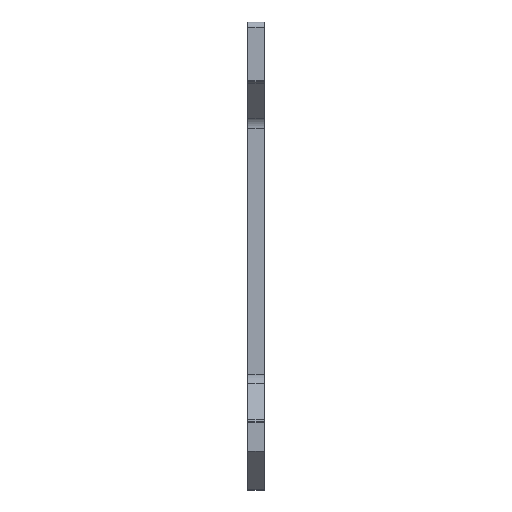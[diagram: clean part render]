
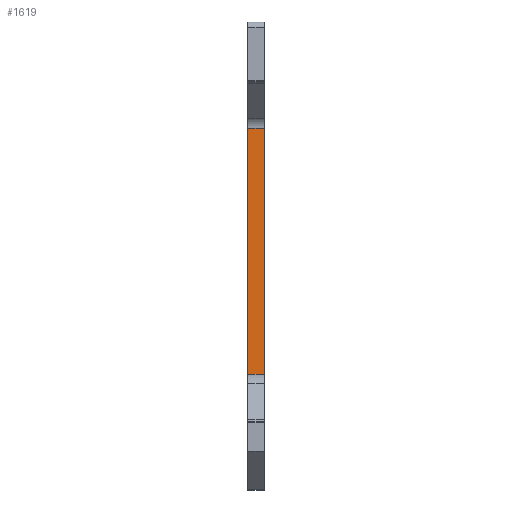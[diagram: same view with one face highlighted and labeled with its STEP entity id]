
A CAD part, left-side view. The second image highlights one B-rep face of the part: STEP entity #1619.
In plain terms, the highlighted planar face has unit normal (-1, 0, 0).
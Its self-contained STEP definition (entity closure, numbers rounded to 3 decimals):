
#59 = DIRECTION ( 'NONE',  ( 0., -1., 0. ) ) ;
#200 = CARTESIAN_POINT ( 'NONE',  ( -65., 0., 46.329 ) ) ;
#307 = ORIENTED_EDGE ( 'NONE', *, *, #2625, .F. ) ;
#524 = VERTEX_POINT ( 'NONE', #1959 ) ;
#795 = EDGE_CURVE ( 'NONE', #524, #2645, #4300, .T. ) ;
#891 = LINE ( 'NONE', #200, #1838 ) ;
#1015 = VECTOR ( 'NONE', #3267, 1000. ) ;
#1201 = ORIENTED_EDGE ( 'NONE', *, *, #3134, .T. ) ;
#1250 = CARTESIAN_POINT ( 'NONE',  ( -65., 6.001, -42.929 ) ) ;
#1619 = ADVANCED_FACE ( 'NONE', ( #3507 ), #2135, .F. ) ;
#1721 = CARTESIAN_POINT ( 'NONE',  ( -65., 6.001, 46.329 ) ) ;
#1790 = LINE ( 'NONE', #3593, #1949 ) ;
#1838 = VECTOR ( 'NONE', #2293, 1000. ) ;
#1906 = ORIENTED_EDGE ( 'NONE', *, *, #795, .F. ) ;
#1937 = CARTESIAN_POINT ( 'NONE',  ( -65., 6., 46.329 ) ) ;
#1949 = VECTOR ( 'NONE', #59, 1000. ) ;
#1959 = CARTESIAN_POINT ( 'NONE',  ( -65., 6., -42.929 ) ) ;
#2114 = DIRECTION ( 'NONE',  ( 0., 0., -1. ) ) ;
#2135 = PLANE ( 'NONE',  #2160 ) ;
#2160 = AXIS2_PLACEMENT_3D ( 'NONE', #1721, #4479, #2114 ) ;
#2177 = CARTESIAN_POINT ( 'NONE',  ( -65., 6., 46.329 ) ) ;
#2293 = DIRECTION ( 'NONE',  ( 0., 0., 1. ) ) ;
#2425 = CARTESIAN_POINT ( 'NONE',  ( -65., 0., 46.329 ) ) ;
#2625 = EDGE_CURVE ( 'NONE', #2645, #3923, #1790, .T. ) ;
#2642 = VECTOR ( 'NONE', #2890, 1000. ) ;
#2645 = VERTEX_POINT ( 'NONE', #2177 ) ;
#2684 = EDGE_LOOP ( 'NONE', ( #1201, #2686, #307, #1906 ) ) ;
#2686 = ORIENTED_EDGE ( 'NONE', *, *, #3352, .T. ) ;
#2797 = CARTESIAN_POINT ( 'NONE',  ( -65., 0., -42.929 ) ) ;
#2890 = DIRECTION ( 'NONE',  ( 0., 0., 1. ) ) ;
#3134 = EDGE_CURVE ( 'NONE', #524, #3400, #4390, .T. ) ;
#3267 = DIRECTION ( 'NONE',  ( 0., -1., 0. ) ) ;
#3352 = EDGE_CURVE ( 'NONE', #3400, #3923, #891, .T. ) ;
#3400 = VERTEX_POINT ( 'NONE', #2797 ) ;
#3507 = FACE_OUTER_BOUND ( 'NONE', #2684, .T. ) ;
#3593 = CARTESIAN_POINT ( 'NONE',  ( -65., 6.001, 46.329 ) ) ;
#3923 = VERTEX_POINT ( 'NONE', #2425 ) ;
#4300 = LINE ( 'NONE', #1937, #2642 ) ;
#4390 = LINE ( 'NONE', #1250, #1015 ) ;
#4479 = DIRECTION ( 'NONE',  ( 1., 0., 0. ) ) ;
